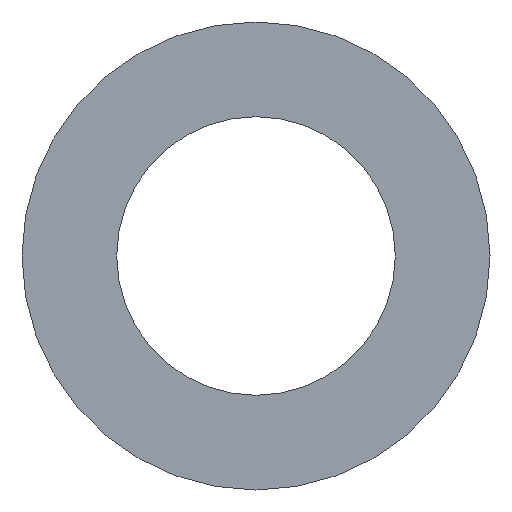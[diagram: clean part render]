
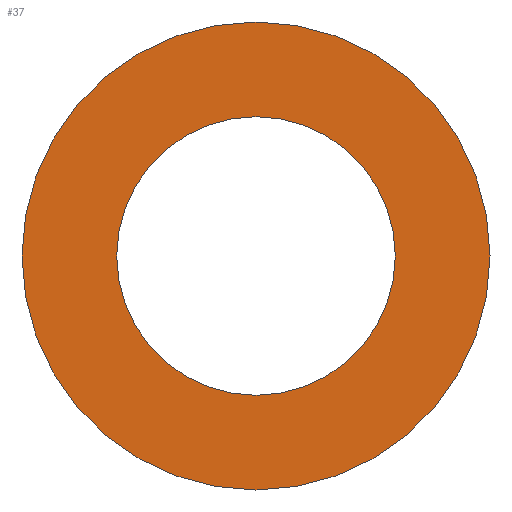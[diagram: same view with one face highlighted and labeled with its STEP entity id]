
A CAD part, left-side view. The second image highlights one B-rep face of the part: STEP entity #37.
In plain terms, the highlighted planar face has unit normal (-1, 0, 0).
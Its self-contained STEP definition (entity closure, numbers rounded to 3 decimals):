
#3 = DIRECTION ( 'NONE',  ( 0., 0., -1. ) ) ;
#7 = FACE_OUTER_BOUND ( 'NONE', #178, .T. ) ;
#12 = PLANE ( 'NONE',  #181 ) ;
#19 = CARTESIAN_POINT ( 'NONE',  ( 0., 0., 0. ) ) ;
#20 = CARTESIAN_POINT ( 'NONE',  ( 0., 0., 0. ) ) ;
#27 = FACE_BOUND ( 'NONE', #135, .T. ) ;
#28 = CIRCLE ( 'NONE', #110, 6.25 ) ;
#37 = ADVANCED_FACE ( 'NONE', ( #7, #27 ), #12, .F. ) ;
#45 = VERTEX_POINT ( 'NONE', #207 ) ;
#47 = ORIENTED_EDGE ( 'NONE', *, *, #204, .T. ) ;
#52 = DIRECTION ( 'NONE',  ( 1., 0., 0. ) ) ;
#75 = CARTESIAN_POINT ( 'NONE',  ( 0., 0., 10.5 ) ) ;
#79 = CARTESIAN_POINT ( 'NONE',  ( 0., 0., 6.25 ) ) ;
#81 = CIRCLE ( 'NONE', #106, 6.25 ) ;
#85 = CARTESIAN_POINT ( 'NONE',  ( 0., 0., -6.25 ) ) ;
#86 = CARTESIAN_POINT ( 'NONE',  ( 0., 0., 0. ) ) ;
#87 = DIRECTION ( 'NONE',  ( 1., 0., 0. ) ) ;
#88 = DIRECTION ( 'NONE',  ( 0., 0., -1. ) ) ;
#92 = DIRECTION ( 'NONE',  ( 1., 0., 0. ) ) ;
#94 = DIRECTION ( 'NONE',  ( 0., 0., -1. ) ) ;
#98 = VERTEX_POINT ( 'NONE', #79 ) ;
#106 = AXIS2_PLACEMENT_3D ( 'NONE', #19, #92, #94 ) ;
#110 = AXIS2_PLACEMENT_3D ( 'NONE', #86, #87, #88 ) ;
#114 = CIRCLE ( 'NONE', #189, 10.5 ) ;
#116 = AXIS2_PLACEMENT_3D ( 'NONE', #171, #174, #175 ) ;
#119 = CIRCLE ( 'NONE', #116, 10.5 ) ;
#135 = EDGE_LOOP ( 'NONE', ( #47, #169 ) ) ;
#141 = VERTEX_POINT ( 'NONE', #85 ) ;
#157 = CARTESIAN_POINT ( 'NONE',  ( 0., 0., 0. ) ) ;
#159 = DIRECTION ( 'NONE',  ( 1., 0., 0. ) ) ;
#160 = DIRECTION ( 'NONE',  ( 0., 0., -1. ) ) ;
#161 = ORIENTED_EDGE ( 'NONE', *, *, #193, .F. ) ;
#169 = ORIENTED_EDGE ( 'NONE', *, *, #200, .T. ) ;
#171 = CARTESIAN_POINT ( 'NONE',  ( 0., 0., 0. ) ) ;
#174 = DIRECTION ( 'NONE',  ( 1., 0., 0. ) ) ;
#175 = DIRECTION ( 'NONE',  ( 0., 0., -1. ) ) ;
#178 = EDGE_LOOP ( 'NONE', ( #179, #161 ) ) ;
#179 = ORIENTED_EDGE ( 'NONE', *, *, #199, .F. ) ;
#181 = AXIS2_PLACEMENT_3D ( 'NONE', #20, #52, #3 ) ;
#189 = AXIS2_PLACEMENT_3D ( 'NONE', #157, #159, #160 ) ;
#190 = VERTEX_POINT ( 'NONE', #75 ) ;
#193 = EDGE_CURVE ( 'NONE', #45, #190, #114, .T. ) ;
#199 = EDGE_CURVE ( 'NONE', #190, #45, #119, .T. ) ;
#200 = EDGE_CURVE ( 'NONE', #141, #98, #28, .T. ) ;
#204 = EDGE_CURVE ( 'NONE', #98, #141, #81, .T. ) ;
#207 = CARTESIAN_POINT ( 'NONE',  ( 0., 0., -10.5 ) ) ;
